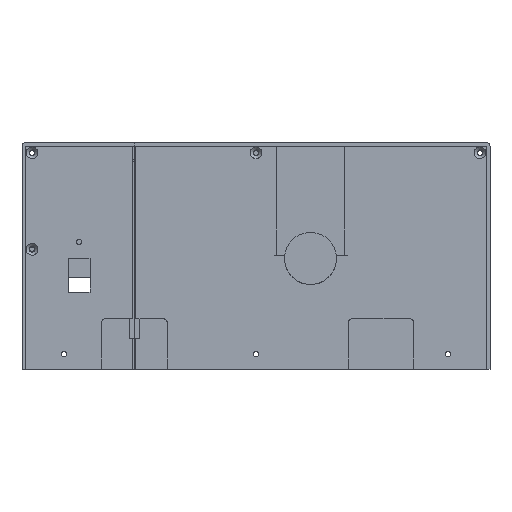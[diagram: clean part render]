
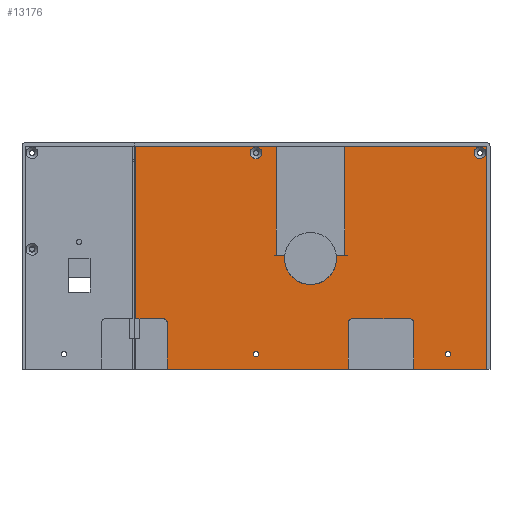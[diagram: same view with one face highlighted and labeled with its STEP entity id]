
A CAD part, front view. The second image highlights one B-rep face of the part: STEP entity #13176.
In plain terms, the highlighted planar face has unit normal (0, -1, 0).
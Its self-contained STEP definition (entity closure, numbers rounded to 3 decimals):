
#35=FACE_BOUND('',#1383,.T.);
#36=FACE_BOUND('',#1384,.T.);
#37=FACE_BOUND('',#1385,.T.);
#38=FACE_BOUND('',#1386,.T.);
#309=CIRCLE('',#13819,2.);
#310=CIRCLE('',#13822,2.);
#312=CIRCLE('',#13825,2.);
#314=CIRCLE('',#13834,15.5);
#315=CIRCLE('',#13835,3.5);
#316=CIRCLE('',#13836,3.5);
#317=CIRCLE('',#13837,1.65);
#318=CIRCLE('',#13838,1.65);
#757=FACE_OUTER_BOUND('',#1382,.T.);
#1382=EDGE_LOOP('',(#8873,#8874,#8875,#8876,#8877,#8878,#8879,#8880,#8881,
#8882,#8883,#8884,#8885,#8886,#8887,#8888,#8889,#8890,#8891));
#1383=EDGE_LOOP('',(#8892));
#1384=EDGE_LOOP('',(#8893));
#1385=EDGE_LOOP('',(#8894));
#1386=EDGE_LOOP('',(#8895));
#2251=LINE('',#18302,#3905);
#2257=LINE('',#18323,#3911);
#2260=LINE('',#18328,#3914);
#2265=LINE('',#18337,#3919);
#2266=LINE('',#18340,#3920);
#2271=LINE('',#18350,#3925);
#2273=LINE('',#18353,#3927);
#2274=LINE('',#18355,#3928);
#2275=LINE('',#18357,#3929);
#2276=LINE('',#18359,#3930);
#2277=LINE('',#18361,#3931);
#2278=LINE('',#18363,#3932);
#2279=LINE('',#18367,#3933);
#2280=LINE('',#18369,#3934);
#2281=LINE('',#18370,#3935);
#3905=VECTOR('',#14797,10.);
#3911=VECTOR('',#14817,10.);
#3914=VECTOR('',#14822,10.);
#3919=VECTOR('',#14829,10.);
#3920=VECTOR('',#14832,10.);
#3925=VECTOR('',#14841,10.);
#3927=VECTOR('',#14845,10.);
#3928=VECTOR('',#14846,10.);
#3929=VECTOR('',#14847,10.);
#3930=VECTOR('',#14848,10.);
#3931=VECTOR('',#14849,10.);
#3932=VECTOR('',#14850,10.);
#3933=VECTOR('',#14853,10.);
#3934=VECTOR('',#14854,10.);
#3935=VECTOR('',#14855,10.);
#5559=VERTEX_POINT('',#18292);
#5560=VERTEX_POINT('',#18294);
#5562=VERTEX_POINT('',#18300);
#5563=VERTEX_POINT('',#18304);
#5565=VERTEX_POINT('',#18310);
#5566=VERTEX_POINT('',#18311);
#5570=VERTEX_POINT('',#18321);
#5571=VERTEX_POINT('',#18327);
#5574=VERTEX_POINT('',#18335);
#5575=VERTEX_POINT('',#18339);
#5578=VERTEX_POINT('',#18349);
#5579=VERTEX_POINT('',#18354);
#5580=VERTEX_POINT('',#18356);
#5581=VERTEX_POINT('',#18358);
#5582=VERTEX_POINT('',#18360);
#5583=VERTEX_POINT('',#18362);
#5584=VERTEX_POINT('',#18364);
#5585=VERTEX_POINT('',#18366);
#5586=VERTEX_POINT('',#18368);
#5587=VERTEX_POINT('',#18371);
#5588=VERTEX_POINT('',#18373);
#5589=VERTEX_POINT('',#18375);
#5590=VERTEX_POINT('',#18377);
#6864=EDGE_CURVE('',#5559,#5560,#309,.T.);
#6868=EDGE_CURVE('',#5559,#5562,#2251,.T.);
#6869=EDGE_CURVE('',#5563,#5562,#310,.T.);
#6872=EDGE_CURVE('',#5565,#5566,#312,.T.);
#6878=EDGE_CURVE('',#5565,#5570,#2257,.T.);
#6881=EDGE_CURVE('',#5571,#5566,#2260,.T.);
#6886=EDGE_CURVE('',#5563,#5574,#2265,.T.);
#6887=EDGE_CURVE('',#5575,#5560,#2266,.T.);
#6892=EDGE_CURVE('',#5578,#5571,#2271,.T.);
#6894=EDGE_CURVE('',#5570,#5575,#2273,.T.);
#6895=EDGE_CURVE('',#5574,#5579,#2274,.T.);
#6896=EDGE_CURVE('',#5579,#5580,#2275,.F.);
#6897=EDGE_CURVE('',#5580,#5581,#2276,.F.);
#6898=EDGE_CURVE('',#5581,#5582,#2277,.T.);
#6899=EDGE_CURVE('',#5582,#5583,#2278,.T.);
#6900=EDGE_CURVE('',#5583,#5584,#314,.T.);
#6901=EDGE_CURVE('',#5584,#5585,#2279,.T.);
#6902=EDGE_CURVE('',#5585,#5586,#2280,.T.);
#6903=EDGE_CURVE('',#5586,#5578,#2281,.F.);
#6904=EDGE_CURVE('',#5587,#5587,#315,.T.);
#6905=EDGE_CURVE('',#5588,#5588,#316,.T.);
#6906=EDGE_CURVE('',#5589,#5589,#317,.T.);
#6907=EDGE_CURVE('',#5590,#5590,#318,.T.);
#8873=ORIENTED_EDGE('',*,*,#6881,.T.);
#8874=ORIENTED_EDGE('',*,*,#6872,.F.);
#8875=ORIENTED_EDGE('',*,*,#6878,.T.);
#8876=ORIENTED_EDGE('',*,*,#6894,.T.);
#8877=ORIENTED_EDGE('',*,*,#6887,.T.);
#8878=ORIENTED_EDGE('',*,*,#6864,.F.);
#8879=ORIENTED_EDGE('',*,*,#6868,.T.);
#8880=ORIENTED_EDGE('',*,*,#6869,.F.);
#8881=ORIENTED_EDGE('',*,*,#6886,.T.);
#8882=ORIENTED_EDGE('',*,*,#6895,.T.);
#8883=ORIENTED_EDGE('',*,*,#6896,.T.);
#8884=ORIENTED_EDGE('',*,*,#6897,.T.);
#8885=ORIENTED_EDGE('',*,*,#6898,.T.);
#8886=ORIENTED_EDGE('',*,*,#6899,.T.);
#8887=ORIENTED_EDGE('',*,*,#6900,.T.);
#8888=ORIENTED_EDGE('',*,*,#6901,.T.);
#8889=ORIENTED_EDGE('',*,*,#6902,.T.);
#8890=ORIENTED_EDGE('',*,*,#6903,.T.);
#8891=ORIENTED_EDGE('',*,*,#6892,.T.);
#8892=ORIENTED_EDGE('',*,*,#6904,.T.);
#8893=ORIENTED_EDGE('',*,*,#6905,.T.);
#8894=ORIENTED_EDGE('',*,*,#6906,.T.);
#8895=ORIENTED_EDGE('',*,*,#6907,.T.);
#12704=PLANE('',#13833);
#13176=ADVANCED_FACE('',(#757,#35,#36,#37,#38),#12704,.T.);
#13819=AXIS2_PLACEMENT_3D('',#18295,#14790,#14791);
#13822=AXIS2_PLACEMENT_3D('',#18305,#14800,#14801);
#13825=AXIS2_PLACEMENT_3D('',#18312,#14807,#14808);
#13833=AXIS2_PLACEMENT_3D('',#18352,#14843,#14844);
#13834=AXIS2_PLACEMENT_3D('',#18365,#14851,#14852);
#13835=AXIS2_PLACEMENT_3D('',#18372,#14856,#14857);
#13836=AXIS2_PLACEMENT_3D('',#18374,#14858,#14859);
#13837=AXIS2_PLACEMENT_3D('',#18376,#14860,#14861);
#13838=AXIS2_PLACEMENT_3D('',#18378,#14862,#14863);
#14790=DIRECTION('center_axis',(0.,-1.,0.));
#14791=DIRECTION('ref_axis',(-0.707,0.,0.707));
#14797=DIRECTION('',(1.,0.,0.));
#14800=DIRECTION('center_axis',(0.,-1.,0.));
#14801=DIRECTION('ref_axis',(0.707,0.,0.707));
#14807=DIRECTION('center_axis',(0.,-1.,0.));
#14808=DIRECTION('ref_axis',(0.707,0.,0.707));
#14817=DIRECTION('',(0.,0.,-1.));
#14822=DIRECTION('',(1.,0.,0.));
#14829=DIRECTION('',(0.,0.,-1.));
#14832=DIRECTION('',(0.,0.,1.));
#14841=DIRECTION('',(0.,0.,-1.));
#14843=DIRECTION('center_axis',(0.,-1.,0.));
#14844=DIRECTION('ref_axis',(0.,0.,-1.));
#14845=DIRECTION('',(1.,0.,0.));
#14846=DIRECTION('',(1.,0.,0.));
#14847=DIRECTION('',(0.,0.,-1.));
#14848=DIRECTION('',(1.,0.,0.));
#14849=DIRECTION('',(0.,0.,-1.));
#14850=DIRECTION('',(-1.,0.,0.));
#14851=DIRECTION('center_axis',(0.,1.,0.));
#14852=DIRECTION('ref_axis',(1.,0.,0.));
#14853=DIRECTION('',(-1.,0.,0.));
#14854=DIRECTION('',(0.,0.,1.));
#14855=DIRECTION('',(1.,0.,0.));
#14856=DIRECTION('center_axis',(0.,1.,0.));
#14857=DIRECTION('ref_axis',(0.,0.,-1.));
#14858=DIRECTION('center_axis',(0.,1.,0.));
#14859=DIRECTION('ref_axis',(0.,0.,-1.));
#14860=DIRECTION('center_axis',(0.,1.,0.));
#14861=DIRECTION('ref_axis',(1.,0.,0.));
#14862=DIRECTION('center_axis',(0.,1.,0.));
#14863=DIRECTION('ref_axis',(1.,0.,0.));
#18292=CARTESIAN_POINT('',(24.5,-76.8,12.));
#18294=CARTESIAN_POINT('',(22.5,-76.8,10.));
#18295=CARTESIAN_POINT('Origin',(24.5,-76.8,10.));
#18300=CARTESIAN_POINT('',(59.5,-76.8,12.));
#18302=CARTESIAN_POINT('',(14.5,-76.8,12.));
#18304=CARTESIAN_POINT('',(61.5,-76.8,10.));
#18305=CARTESIAN_POINT('Origin',(59.5,-76.8,10.));
#18310=CARTESIAN_POINT('',(-85.5,-76.8,10.));
#18311=CARTESIAN_POINT('',(-87.5,-76.8,12.));
#18312=CARTESIAN_POINT('Origin',(-87.5,-76.8,10.));
#18321=CARTESIAN_POINT('',(-85.5,-76.8,-18.));
#18323=CARTESIAN_POINT('',(-85.5,-76.8,15.25));
#18327=CARTESIAN_POINT('',(-104.1,-76.8,12.));
#18328=CARTESIAN_POINT('',(-59.,-76.8,12.));
#18335=CARTESIAN_POINT('',(61.5,-76.8,-18.));
#18337=CARTESIAN_POINT('',(61.5,-76.8,15.25));
#18339=CARTESIAN_POINT('',(22.5,-76.8,-18.));
#18340=CARTESIAN_POINT('',(22.5,-76.8,30.25));
#18349=CARTESIAN_POINT('',(-104.1,-76.8,114.8));
#18350=CARTESIAN_POINT('',(-104.1,-76.8,81.75));
#18352=CARTESIAN_POINT('Origin',(-32.5,-76.8,48.5));
#18353=CARTESIAN_POINT('',(-170.,-76.8,-18.));
#18354=CARTESIAN_POINT('',(104.8,-76.8,-18.));
#18355=CARTESIAN_POINT('',(-170.,-76.8,-18.));
#18356=CARTESIAN_POINT('',(104.8,-76.8,114.8));
#18357=CARTESIAN_POINT('',(104.8,-76.8,15.25));
#18358=CARTESIAN_POINT('',(20.5,-76.8,114.8));
#18359=CARTESIAN_POINT('',(36.25,-76.8,114.8));
#18360=CARTESIAN_POINT('',(20.5,-76.8,50.));
#18361=CARTESIAN_POINT('',(20.5,-76.8,81.75));
#18362=CARTESIAN_POINT('',(15.37,-76.8,50.));
#18363=CARTESIAN_POINT('',(-16.218,-76.8,50.));
#18364=CARTESIAN_POINT('',(-15.37,-76.8,50.));
#18365=CARTESIAN_POINT('Origin',(0.,-76.8,48.));
#18366=CARTESIAN_POINT('',(-20.37,-76.8,50.));
#18367=CARTESIAN_POINT('',(-16.218,-76.8,50.));
#18368=CARTESIAN_POINT('',(-20.37,-76.8,114.8));
#18369=CARTESIAN_POINT('',(-20.37,-76.8,81.75));
#18370=CARTESIAN_POINT('',(36.25,-76.8,114.8));
#18371=CARTESIAN_POINT('',(-32.5,-76.8,114.5));
#18372=CARTESIAN_POINT('Origin',(-32.5,-76.8,111.));
#18373=CARTESIAN_POINT('',(101.,-76.8,114.5));
#18374=CARTESIAN_POINT('Origin',(101.,-76.8,111.));
#18375=CARTESIAN_POINT('',(-34.15,-76.8,-9.));
#18376=CARTESIAN_POINT('Origin',(-32.5,-76.8,-9.));
#18377=CARTESIAN_POINT('',(80.35,-76.8,-9.));
#18378=CARTESIAN_POINT('Origin',(82.,-76.8,-9.));
